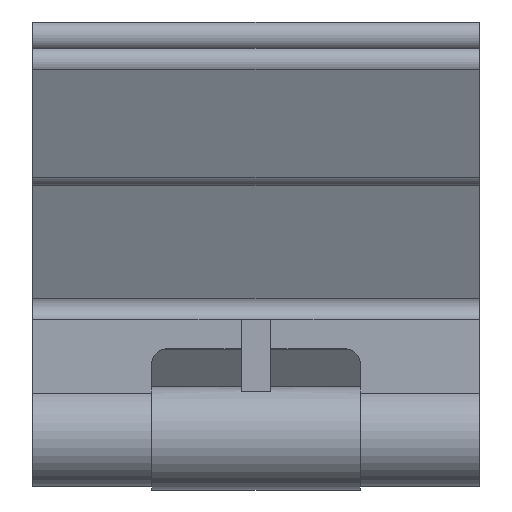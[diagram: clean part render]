
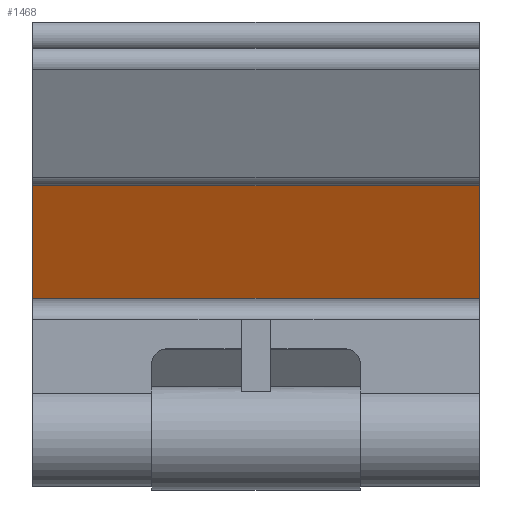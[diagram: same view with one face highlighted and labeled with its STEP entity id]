
A CAD part, top view. The second image highlights one B-rep face of the part: STEP entity #1468.
In plain terms, the highlighted planar face has unit normal (0, -0.423, 0.906).
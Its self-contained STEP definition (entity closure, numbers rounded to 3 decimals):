
#141=FACE_OUTER_BOUND('',#224,.T.);
#224=EDGE_LOOP('',(#1117,#1118,#1119,#1120));
#352=LINE('',#2319,#511);
#354=LINE('',#2325,#513);
#355=LINE('',#2327,#514);
#356=LINE('',#2328,#515);
#511=VECTOR('',#1869,10.);
#513=VECTOR('',#1875,10.);
#514=VECTOR('',#1876,10.);
#515=VECTOR('',#1877,10.);
#671=VERTEX_POINT('',#2316);
#672=VERTEX_POINT('',#2318);
#674=VERTEX_POINT('',#2324);
#675=VERTEX_POINT('',#2326);
#842=EDGE_CURVE('',#671,#672,#352,.T.);
#845=EDGE_CURVE('',#674,#671,#354,.T.);
#846=EDGE_CURVE('',#675,#674,#355,.T.);
#847=EDGE_CURVE('',#672,#675,#356,.T.);
#1117=ORIENTED_EDGE('',*,*,#842,.F.);
#1118=ORIENTED_EDGE('',*,*,#845,.F.);
#1119=ORIENTED_EDGE('',*,*,#846,.F.);
#1120=ORIENTED_EDGE('',*,*,#847,.F.);
#1408=PLANE('',#1590);
#1468=ADVANCED_FACE('',(#141),#1408,.T.);
#1590=AXIS2_PLACEMENT_3D('',#2323,#1873,#1874);
#1869=DIRECTION('',(-1.,0.,0.));
#1873=DIRECTION('center_axis',(0.,-0.423,0.906));
#1874=DIRECTION('ref_axis',(0.,0.906,0.423));
#1875=DIRECTION('',(0.,-0.906,-0.423));
#1876=DIRECTION('',(1.,0.,0.));
#1877=DIRECTION('',(0.,0.906,0.423));
#2316=CARTESIAN_POINT('',(15.,-3.577,34.16));
#2318=CARTESIAN_POINT('',(-15.,-3.577,34.16));
#2319=CARTESIAN_POINT('',(0.,-3.577,34.16));
#2323=CARTESIAN_POINT('Origin',(0.,-5.19,33.408));
#2324=CARTESIAN_POINT('',(15.,3.97,37.679));
#2325=CARTESIAN_POINT('',(15.,-2.226,34.79));
#2326=CARTESIAN_POINT('',(-15.,3.97,37.679));
#2327=CARTESIAN_POINT('',(0.,3.97,37.679));
#2328=CARTESIAN_POINT('',(-15.,-2.226,34.79));
